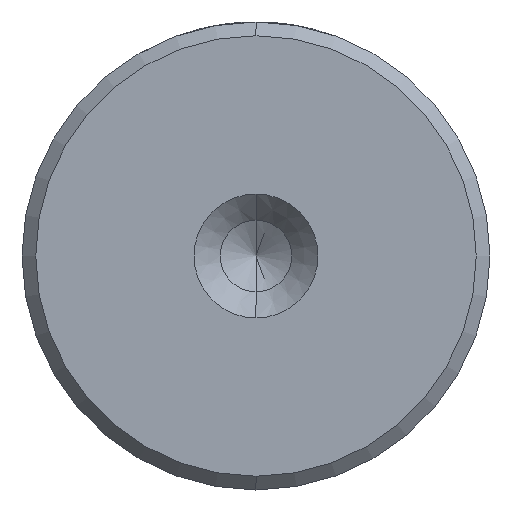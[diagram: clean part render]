
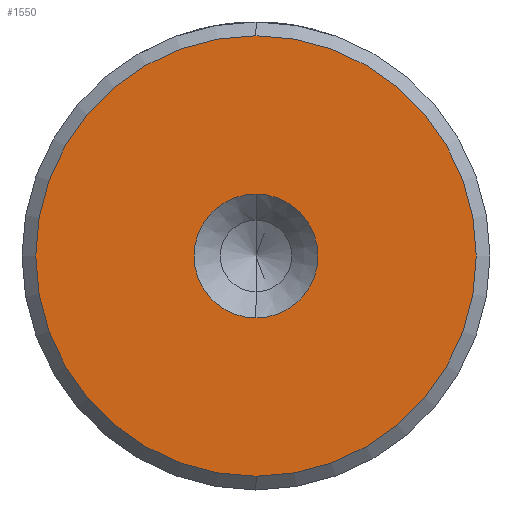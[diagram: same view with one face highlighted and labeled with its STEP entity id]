
A CAD part, left-side view. The second image highlights one B-rep face of the part: STEP entity #1550.
In plain terms, the highlighted planar face has unit normal (-1, 0, 0).
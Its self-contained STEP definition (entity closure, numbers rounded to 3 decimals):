
#47 = EDGE_CURVE ( 'NONE', #1433, #873, #706, .T. ) ;
#55 = FACE_BOUND ( 'NONE', #1555, .T. ) ;
#111 = DIRECTION ( 'NONE',  ( -1., 0., 0. ) ) ;
#198 = CIRCLE ( 'NONE', #922, 8. ) ;
#274 = DIRECTION ( 'NONE',  ( -1., 0., 0. ) ) ;
#296 = CARTESIAN_POINT ( 'NONE',  ( 0., 0., 0. ) ) ;
#444 = CARTESIAN_POINT ( 'NONE',  ( 0., 0., 0. ) ) ;
#476 = DIRECTION ( 'NONE',  ( 0., 0., 1. ) ) ;
#508 = CARTESIAN_POINT ( 'NONE',  ( 0., 0., -8. ) ) ;
#613 = CARTESIAN_POINT ( 'NONE',  ( 0., 0., 0. ) ) ;
#706 = CIRCLE ( 'NONE', #1685, 2.25 ) ;
#781 = CARTESIAN_POINT ( 'NONE',  ( 0., 0., 2.25 ) ) ;
#792 = DIRECTION ( 'NONE',  ( 0., 0., 1. ) ) ;
#807 = DIRECTION ( 'NONE',  ( 0., 0., 1. ) ) ;
#822 = EDGE_CURVE ( 'NONE', #1140, #1254, #1701, .T. ) ;
#870 = ORIENTED_EDGE ( 'NONE', *, *, #822, .T. ) ;
#873 = VERTEX_POINT ( 'NONE', #781 ) ;
#881 = AXIS2_PLACEMENT_3D ( 'NONE', #444, #111, #807 ) ;
#922 = AXIS2_PLACEMENT_3D ( 'NONE', #613, #1820, #792 ) ;
#944 = CARTESIAN_POINT ( 'NONE',  ( 0., 0., -2.25 ) ) ;
#1140 = VERTEX_POINT ( 'NONE', #508 ) ;
#1232 = EDGE_LOOP ( 'NONE', ( #870, #2230 ) ) ;
#1254 = VERTEX_POINT ( 'NONE', #1923 ) ;
#1346 = CARTESIAN_POINT ( 'NONE',  ( 0., 0., 0. ) ) ;
#1353 = ORIENTED_EDGE ( 'NONE', *, *, #1862, .F. ) ;
#1433 = VERTEX_POINT ( 'NONE', #944 ) ;
#1460 = FACE_OUTER_BOUND ( 'NONE', #1232, .T. ) ;
#1499 = PLANE ( 'NONE',  #1764 ) ;
#1509 = DIRECTION ( 'NONE',  ( -1., 0., 0. ) ) ;
#1550 = ADVANCED_FACE ( 'NONE', ( #1460, #55 ), #1499, .T. ) ;
#1555 = EDGE_LOOP ( 'NONE', ( #1353, #1792 ) ) ;
#1678 = DIRECTION ( 'NONE',  ( 0., 0., 1. ) ) ;
#1685 = AXIS2_PLACEMENT_3D ( 'NONE', #1739, #1856, #1878 ) ;
#1701 = CIRCLE ( 'NONE', #881, 8. ) ;
#1739 = CARTESIAN_POINT ( 'NONE',  ( 0., 0., 0. ) ) ;
#1763 = EDGE_CURVE ( 'NONE', #1254, #1140, #198, .T. ) ;
#1764 = AXIS2_PLACEMENT_3D ( 'NONE', #1346, #274, #1678 ) ;
#1792 = ORIENTED_EDGE ( 'NONE', *, *, #47, .F. ) ;
#1820 = DIRECTION ( 'NONE',  ( -1., 0., 0. ) ) ;
#1825 = CIRCLE ( 'NONE', #1832, 2.25 ) ;
#1832 = AXIS2_PLACEMENT_3D ( 'NONE', #296, #1509, #476 ) ;
#1856 = DIRECTION ( 'NONE',  ( -1., 0., 0. ) ) ;
#1862 = EDGE_CURVE ( 'NONE', #873, #1433, #1825, .T. ) ;
#1878 = DIRECTION ( 'NONE',  ( 0., 0., 1. ) ) ;
#1923 = CARTESIAN_POINT ( 'NONE',  ( 0., 0., 8. ) ) ;
#2230 = ORIENTED_EDGE ( 'NONE', *, *, #1763, .T. ) ;
